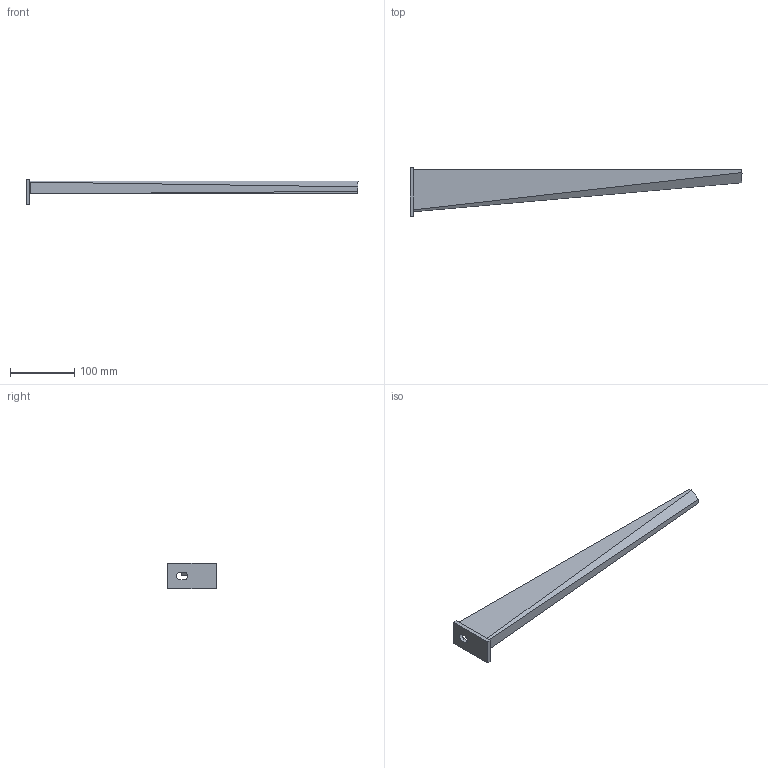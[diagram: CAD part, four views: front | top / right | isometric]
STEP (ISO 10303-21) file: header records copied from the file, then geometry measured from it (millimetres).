
FILE_DESCRIPTION (( 'STEP AP214' ), '1' );
FILE_NAME ('6421290.stp', '2020-09-21T08:51:54', ( '' ), ( '' ), 'SwSTEP 2.0', 'SolidWorks 2020', '' );
FILE_SCHEMA (( 'AUTOMOTIVE_DESIGN' ));
Length unit declared in the file: millimetre
Products named in the file (3): KTS 04.020-031_75x40x6; 6421290; 123017_Standard
Assembly tree (2 placements, depth 2):
  6421290
    123017_Standard
    KTS 04.020-031_75x40x6
Bounding box: 516.05 x 75 x 40 mm (x, y, z)
Volume: 83859 mm3; surface area: 81245.3 mm2
Topology: 2 solids, 2 shells, 60 faces, 169 edges, 113 vertices
Faces by surface type: plane 38, cylinder 17, bspline 5
Entity records: 2175 total; most frequent: CARTESIAN_POINT 524, ORIENTED_EDGE 338, DIRECTION 295, EDGE_CURVE 169, VERTEX_POINT 113, VECTOR 107, LINE 107, AXIS2_PLACEMENT_3D 94
